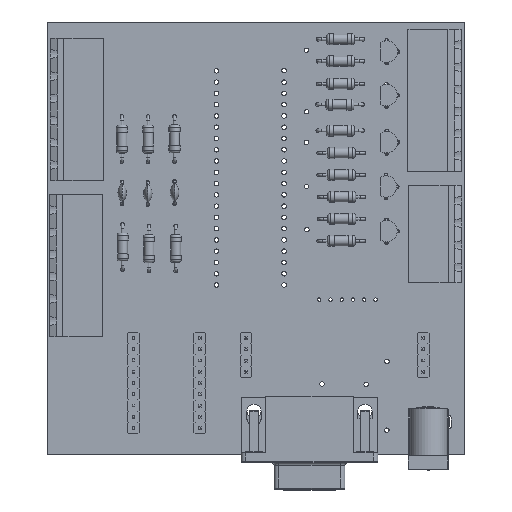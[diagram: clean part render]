
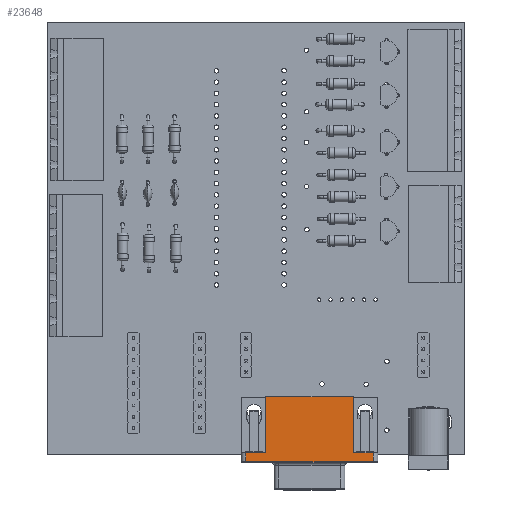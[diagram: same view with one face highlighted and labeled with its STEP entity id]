
A CAD part, top view. The second image highlights one B-rep face of the part: STEP entity #23648.
In plain terms, the highlighted planar face has unit normal (0, 0, 1).
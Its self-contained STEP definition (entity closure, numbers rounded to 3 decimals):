
#23407 = VERTEX_POINT('',#23408);
#23408 = CARTESIAN_POINT('',(-19.94,-12.74,12.5));
#23414 = EDGE_CURVE('',#23415,#23407,#23417,.T.);
#23415 = VERTEX_POINT('',#23416);
#23416 = CARTESIAN_POINT('',(8.86,-12.74,12.5));
#23417 = LINE('',#23418,#23419);
#23418 = CARTESIAN_POINT('',(8.86,-12.74,12.5));
#23419 = VECTOR('',#23420,1.);
#23420 = DIRECTION('',(-1.,0.,0.));
#23648 = ADVANCED_FACE('',(#23649),#23706,.T.);
#23649 = FACE_BOUND('',#23650,.T.);
#23650 = EDGE_LOOP('',(#23651,#23652,#23660,#23668,#23676,#23684,#23692,
    #23700));
#23651 = ORIENTED_EDGE('',*,*,#23414,.F.);
#23652 = ORIENTED_EDGE('',*,*,#23653,.T.);
#23653 = EDGE_CURVE('',#23415,#23654,#23656,.T.);
#23654 = VERTEX_POINT('',#23655);
#23655 = CARTESIAN_POINT('',(8.86,-10.74,12.5));
#23656 = LINE('',#23657,#23658);
#23657 = CARTESIAN_POINT('',(8.86,-12.74,12.5));
#23658 = VECTOR('',#23659,1.);
#23659 = DIRECTION('',(0.,1.,0.));
#23660 = ORIENTED_EDGE('',*,*,#23661,.F.);
#23661 = EDGE_CURVE('',#23662,#23654,#23664,.T.);
#23662 = VERTEX_POINT('',#23663);
#23663 = CARTESIAN_POINT('',(4.36,-10.74,12.5));
#23664 = LINE('',#23665,#23666);
#23665 = CARTESIAN_POINT('',(8.86,-10.74,12.5));
#23666 = VECTOR('',#23667,1.);
#23667 = DIRECTION('',(1.,0.,0.));
#23668 = ORIENTED_EDGE('',*,*,#23669,.F.);
#23669 = EDGE_CURVE('',#23670,#23662,#23672,.T.);
#23670 = VERTEX_POINT('',#23671);
#23671 = CARTESIAN_POINT('',(4.36,1.8,12.5));
#23672 = LINE('',#23673,#23674);
#23673 = CARTESIAN_POINT('',(4.36,-11.74,12.5));
#23674 = VECTOR('',#23675,1.);
#23675 = DIRECTION('',(0.,-1.,0.));
#23676 = ORIENTED_EDGE('',*,*,#23677,.T.);
#23677 = EDGE_CURVE('',#23670,#23678,#23680,.T.);
#23678 = VERTEX_POINT('',#23679);
#23679 = CARTESIAN_POINT('',(-15.44,1.8,12.5));
#23680 = LINE('',#23681,#23682);
#23681 = CARTESIAN_POINT('',(9.86,1.8,12.5));
#23682 = VECTOR('',#23683,1.);
#23683 = DIRECTION('',(-1.,0.,0.));
#23684 = ORIENTED_EDGE('',*,*,#23685,.F.);
#23685 = EDGE_CURVE('',#23686,#23678,#23688,.T.);
#23686 = VERTEX_POINT('',#23687);
#23687 = CARTESIAN_POINT('',(-15.44,-10.74,12.5));
#23688 = LINE('',#23689,#23690);
#23689 = CARTESIAN_POINT('',(-15.44,-11.74,12.5));
#23690 = VECTOR('',#23691,1.);
#23691 = DIRECTION('',(0.,1.,0.));
#23692 = ORIENTED_EDGE('',*,*,#23693,.F.);
#23693 = EDGE_CURVE('',#23694,#23686,#23696,.T.);
#23694 = VERTEX_POINT('',#23695);
#23695 = CARTESIAN_POINT('',(-19.94,-10.74,12.5));
#23696 = LINE('',#23697,#23698);
#23697 = CARTESIAN_POINT('',(-4.54,-10.74,12.5));
#23698 = VECTOR('',#23699,1.);
#23699 = DIRECTION('',(1.,0.,0.));
#23700 = ORIENTED_EDGE('',*,*,#23701,.F.);
#23701 = EDGE_CURVE('',#23407,#23694,#23702,.T.);
#23702 = LINE('',#23703,#23704);
#23703 = CARTESIAN_POINT('',(-19.94,-12.74,12.5));
#23704 = VECTOR('',#23705,1.);
#23705 = DIRECTION('',(0.,1.,0.));
#23706 = PLANE('',#23707);
#23707 = AXIS2_PLACEMENT_3D('',#23708,#23709,#23710);
#23708 = CARTESIAN_POINT('',(9.86,-12.74,12.5));
#23709 = DIRECTION('',(0.,0.,1.));
#23710 = DIRECTION('',(-1.,0.,0.));
